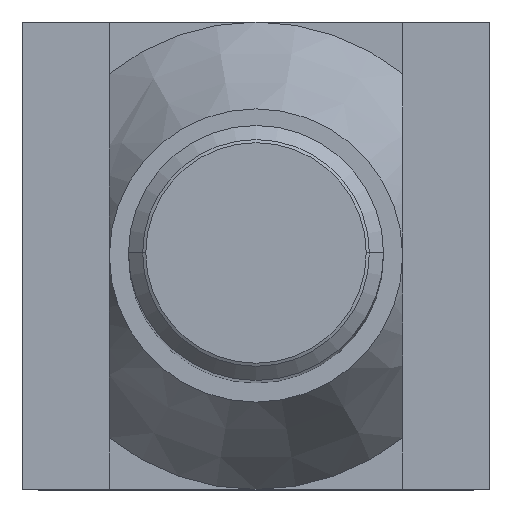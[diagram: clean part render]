
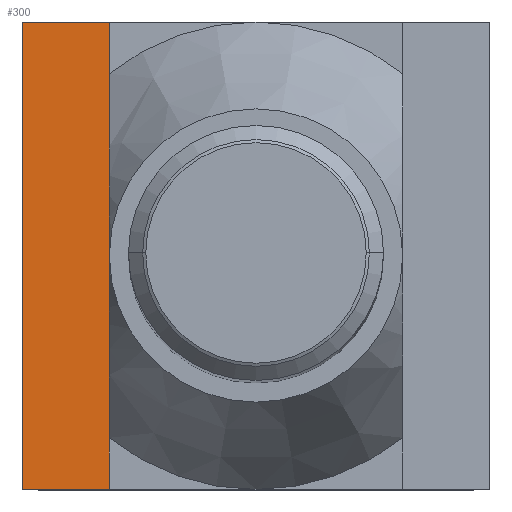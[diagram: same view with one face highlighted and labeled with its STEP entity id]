
A CAD part, top view. The second image highlights one B-rep face of the part: STEP entity #300.
In plain terms, the highlighted planar face has unit normal (0, 0, 1).
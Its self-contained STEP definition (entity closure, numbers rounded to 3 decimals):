
#192=VERTEX_POINT('',#453);
#206=EDGE_CURVE('',#380,#216,#469,.T.);
#212=EDGE_CURVE('',#238,#216,#475,.T.);
#216=VERTEX_POINT('',#479);
#222=EDGE_CURVE('',#192,#238,#485,.T.);
#238=VERTEX_POINT('',#503);
#300=ADVANCED_FACE('',(#575),#576,.T.);
#370=EDGE_CURVE('',#380,#192,#652,.T.);
#380=VERTEX_POINT('',#662);
#453=CARTESIAN_POINT('',(-22.0,22.0,0.));
#469=LINE('',#769,#770);
#475=LINE('',#789,#790);
#479=CARTESIAN_POINT('',(-13.8,-22.0,0.));
#485=LINE('',#805,#806);
#503=CARTESIAN_POINT('',(-22.0,-22.0,0.));
#575=FACE_OUTER_BOUND('',#934,.T.);
#576=PLANE('',#935);
#652=LINE('',#1043,#1044);
#662=CARTESIAN_POINT('',(-13.8,22.0,0.));
#769=CARTESIAN_POINT('',(-13.8,0.,0.));
#770=VECTOR('',#1142,1.0);
#789=CARTESIAN_POINT('',(-13.8,-22.0,0.));
#790=VECTOR('',#1144,1.0);
#805=CARTESIAN_POINT('',(-22.0,0.,0.));
#806=VECTOR('',#1152,1.0);
#934=EDGE_LOOP('',(#1286,#1287,#1288,#1289));
#935=AXIS2_PLACEMENT_3D('',#1290,#1291,#1292);
#1043=CARTESIAN_POINT('',(-13.8,22.0,0.));
#1044=VECTOR('',#1365,1.0);
#1142=DIRECTION('',(0.0,-1.0,0.));
#1144=DIRECTION('',(1.0,0.0,0.0));
#1152=DIRECTION('',(0.0,-1.0,0.));
#1286=ORIENTED_EDGE('',*,*,#212,.T.);
#1287=ORIENTED_EDGE('',*,*,#206,.F.);
#1288=ORIENTED_EDGE('',*,*,#370,.T.);
#1289=ORIENTED_EDGE('',*,*,#222,.T.);
#1290=CARTESIAN_POINT('',(-22.0,0.,0.));
#1291=DIRECTION('',(0.0,0.,1.0));
#1292=DIRECTION('',(0.0,-1.0,0.));
#1365=DIRECTION('',(-1.0,0.0,0.0));
